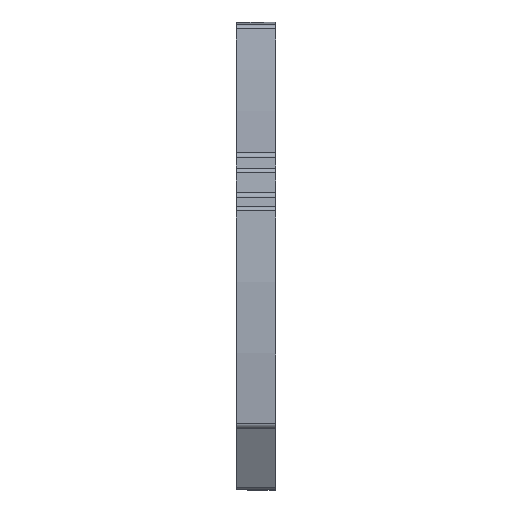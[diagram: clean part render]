
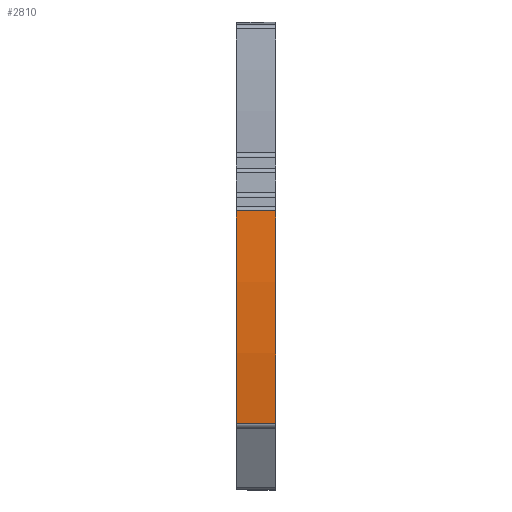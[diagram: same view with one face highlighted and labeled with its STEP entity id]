
A CAD part, front view. The second image highlights one B-rep face of the part: STEP entity #2810.
In plain terms, the highlighted cylindrical face has radius 202 mm (diameter 404 mm), a partial arc.
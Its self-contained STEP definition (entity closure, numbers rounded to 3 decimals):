
#345=AXIS2_PLACEMENT_3D('Circle Axis2P3D',#343,#344,$) ;
#1443=AXIS2_PLACEMENT_3D('Circle Axis2P3D',#1441,#1442,$) ;
#2797=AXIS2_PLACEMENT_3D('Cylinder Axis2P3D',#2794,#2795,#2796) ;
#340=CARTESIAN_POINT('Vertex',(8.,0.881,57.243)) ;
#343=CARTESIAN_POINT('Axis2P3D Location',(8.,202.,38.4)) ;
#347=CARTESIAN_POINT('Vertex',(8.,1.531,13.577)) ;
#1438=CARTESIAN_POINT('Vertex',(0.,1.531,13.577)) ;
#1441=CARTESIAN_POINT('Axis2P3D Location',(0.,202.,38.4)) ;
#1445=CARTESIAN_POINT('Vertex',(0.,0.881,57.243)) ;
#2781=CARTESIAN_POINT('Line Origine',(0.,0.881,57.243)) ;
#2794=CARTESIAN_POINT('Axis2P3D Location',(4.,202.,38.4)) ;
#2799=CARTESIAN_POINT('Line Origine',(0.,1.531,13.577)) ;
#344=DIRECTION('Axis2P3D Direction',(1.,0.,0.)) ;
#1442=DIRECTION('Axis2P3D Direction',(1.,0.,0.)) ;
#2782=DIRECTION('Vector Direction',(1.,0.,0.)) ;
#2795=DIRECTION('Axis2P3D Direction',(1.,0.,0.)) ;
#2796=DIRECTION('Axis2P3D XDirection',(0.,-0.996,0.093)) ;
#2800=DIRECTION('Vector Direction',(1.,0.,0.)) ;
#2783=VECTOR('Line Direction',#2782,1.) ;
#2801=VECTOR('Line Direction',#2800,1.) ;
#2805=ORIENTED_EDGE('',*,*,#2785,.F.) ;
#2806=ORIENTED_EDGE('',*,*,#1447,.T.) ;
#2807=ORIENTED_EDGE('',*,*,#2803,.T.) ;
#2808=ORIENTED_EDGE('',*,*,#349,.F.) ;
#2810=ADVANCED_FACE('KLEMME',(#2809),#2798,.T.) ;
#346=CIRCLE('generated circle',#345,202.) ;
#1444=CIRCLE('generated circle',#1443,202.) ;
#2798=CYLINDRICAL_SURFACE('generated cylinder',#2797,202.) ;
#349=EDGE_CURVE('',#341,#348,#346,.T.) ;
#1447=EDGE_CURVE('',#1446,#1439,#1444,.T.) ;
#2785=EDGE_CURVE('',#1446,#341,#2784,.T.) ;
#2803=EDGE_CURVE('',#1439,#348,#2802,.T.) ;
#2804=EDGE_LOOP('',(#2805,#2806,#2807,#2808)) ;
#2809=FACE_OUTER_BOUND('',#2804,.T.) ;
#2784=LINE('Line',#2781,#2783) ;
#2802=LINE('Line',#2799,#2801) ;
#341=VERTEX_POINT('',#340) ;
#348=VERTEX_POINT('',#347) ;
#1439=VERTEX_POINT('',#1438) ;
#1446=VERTEX_POINT('',#1445) ;
